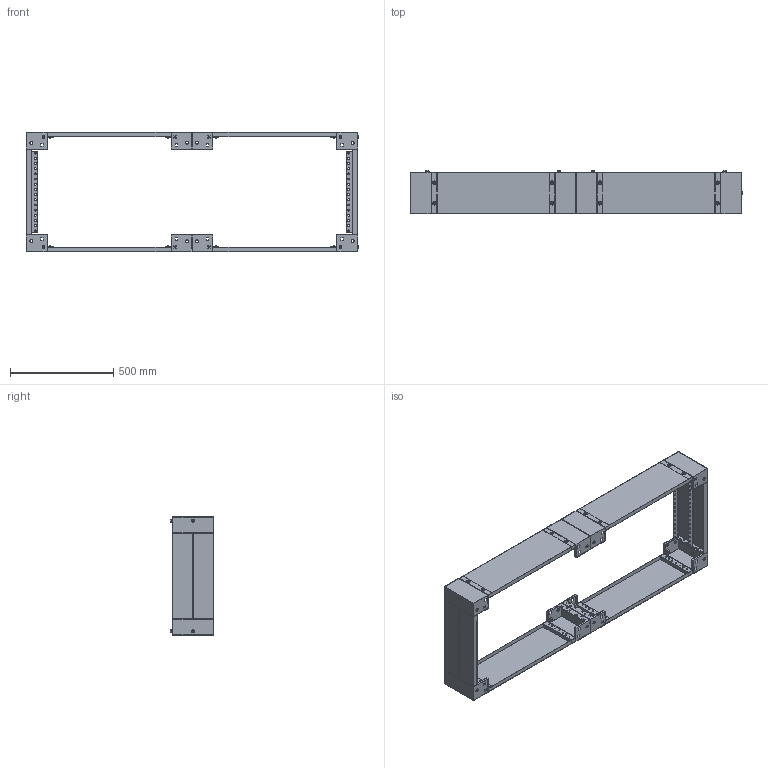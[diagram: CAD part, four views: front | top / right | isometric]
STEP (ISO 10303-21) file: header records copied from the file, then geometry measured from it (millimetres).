
FILE_DESCRIPTION (( 'STEP AP214' ), '1' );
FILE_NAME ('0396.1602.61.17.step', '2023-01-11T07:16:08', ( '' ), ( '' ), 'SwSTEP 2.0', 'SolidWorks 2019', '' );
FILE_SCHEMA (( 'AUTOMOTIVE_DESIGN' ));
Length unit declared in the file: millimetre
Products named in the file (8): 0396.1602.61.17; SockelEckteilH200; SockelLaengsteilH200_0396-8002-00-17; SockelQuerteilH200_0396-0002-61-17; SockelQuerteilH200_61; SockelEckteilH200_Rechts<Standard>; SockelLaengsteilH200_8002-1
Assembly tree (19 placements, depth 3):
  0396.1602.61.17
    SockelLaengsteilH200_0396-8002-00-17
      SockelEckteilH200_Rechts<Standard>  x2
      SockelEckteilH200  x2
      SockelLaengsteilH200_8002-1  x2
    SockelQuerteilH200_0396-0002-61-17
      SockelQuerteilH200_61  x4
    SockelLaengsteilH200_0396-8002-00-17
      SockelEckteilH200_Rechts<Standard>  x2
      SockelEckteilH200  x2
      SockelLaengsteilH200_8002-1  x2
Bounding box: 1604 x 210.6 x 576.2 mm (x, y, z)
Volume: 2831452 mm3; surface area: 3053595.6 mm2
Topology: 56 solids, 56 shells, 2120 faces, 5584 edges, 3680 vertices
Faces by surface type: plane 1384, cylinder 544, cone 160, bspline 32
Entity records: 18320 total; most frequent: CARTESIAN_POINT 3141, DIRECTION 2800, ORIENTED_EDGE 2792, EDGE_CURVE 1396, VECTOR 1050, LINE 1050, VERTEX_POINT 920, AXIS2_PLACEMENT_3D 875
